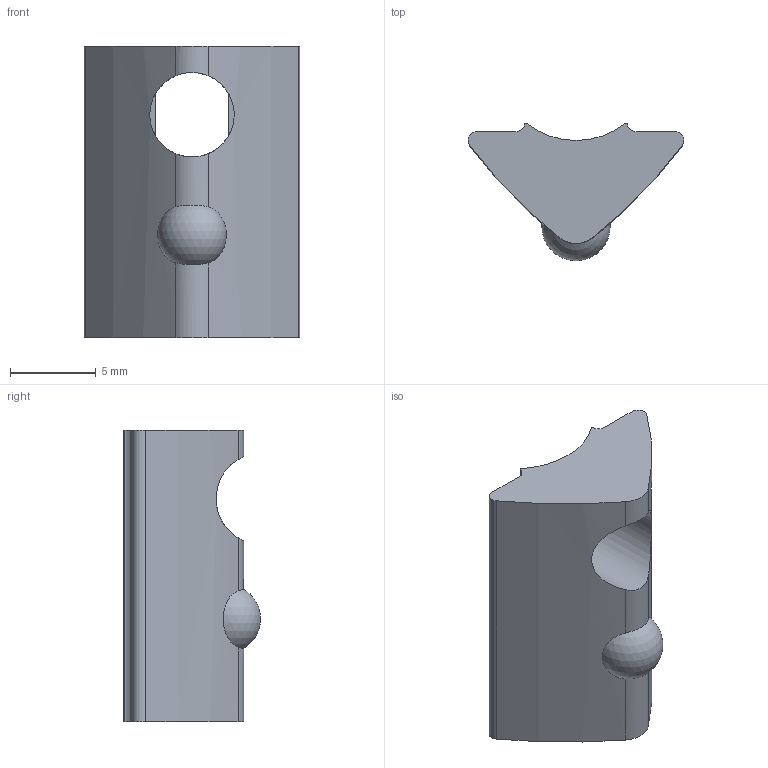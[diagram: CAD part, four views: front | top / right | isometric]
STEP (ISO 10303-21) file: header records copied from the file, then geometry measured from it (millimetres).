
FILE_DESCRIPTION((''),'2;1');
FILE_NAME('AR3826.stp','2018-05-21T13:38:58',('Konstruktor II'),(''),'Autodesk Inventor 2013','Autodesk Inventor 2013','');
FILE_SCHEMA(('AUTOMOTIVE_DESIGN { 1 0 10303 214 1 1 1 1 }'));
Length unit declared in the file: millimetre
Products named in the file (1): AR3826
Bounding box: 12.56 x 7.99 x 17 mm (x, y, z)
Volume: 756.8 mm3; surface area: 692.3 mm2
Topology: 1 solids, 1 shells, 22 faces, 62 edges, 41 vertices
Faces by surface type: cylinder 13, plane 8, sphere 1
Full cylindrical faces by diameter (mm): 4.917 x1
Entity records: 848 total; most frequent: CARTESIAN_POINT 255, ORIENTED_EDGE 120, DIRECTION 118, EDGE_CURVE 60, AXIS2_PLACEMENT_3D 45, VERTEX_POINT 40, VECTOR 28, LINE 28
